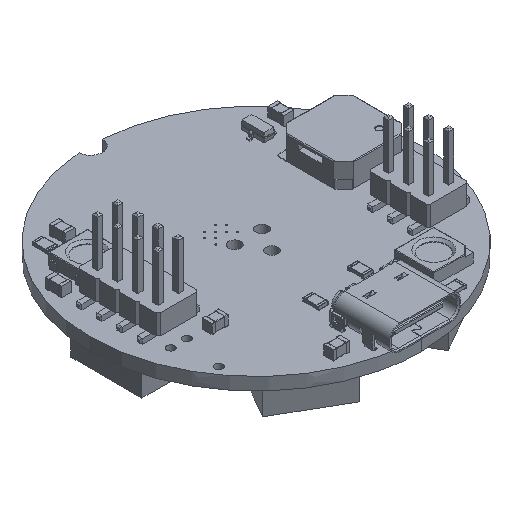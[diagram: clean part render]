
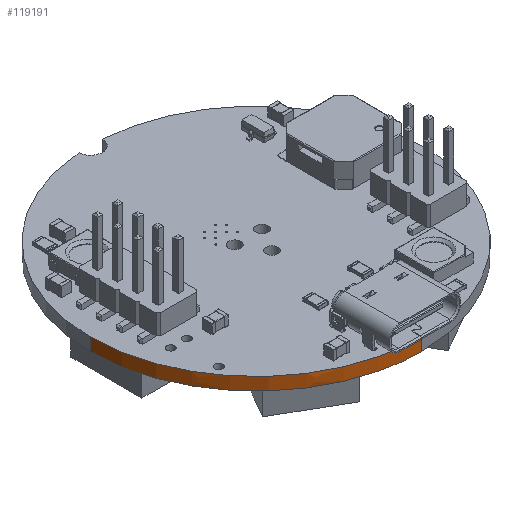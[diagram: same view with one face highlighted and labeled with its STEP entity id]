
A CAD part, isometric view. The second image highlights one B-rep face of the part: STEP entity #119191.
In plain terms, the highlighted face is a extrusion surface.
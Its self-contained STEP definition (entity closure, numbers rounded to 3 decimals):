
#116944 = PLANE('',#116945);
#116945 = AXIS2_PLACEMENT_3D('',#116946,#116947,#116948);
#116946 = CARTESIAN_POINT('',(50.,-49.724,1.6));
#116947 = DIRECTION('',(0.,0.,1.));
#116948 = DIRECTION('',(1.,0.,-0.));
#116973 = SURFACE_OF_LINEAR_EXTRUSION('',#116974,#116979);
#116974 = B_SPLINE_CURVE_WITH_KNOTS('',3,(#116975,#116976,#116977,
    #116978),.UNSPECIFIED.,.F.,.F.,(4,4),(0.,1.),
  .PIECEWISE_BEZIER_KNOTS.);
#116975 = CARTESIAN_POINT('',(48.506,-29.029,0.));
#116976 = CARTESIAN_POINT('',(37.606,-29.796,0.));
#116977 = CARTESIAN_POINT('',(29.,-38.876,0.));
#116978 = CARTESIAN_POINT('',(29.,-49.971,0.));
#116979 = VECTOR('',#116980,1.);
#116980 = DIRECTION('',(-0.,-0.,-1.));
#117003 = PLANE('',#117004);
#117004 = AXIS2_PLACEMENT_3D('',#117005,#117006,#117007);
#117005 = CARTESIAN_POINT('',(50.,-49.724,0.));
#117006 = DIRECTION('',(0.,0.,1.));
#117007 = DIRECTION('',(1.,0.,-0.));
#117104 = VERTEX_POINT('',#117105);
#117105 = CARTESIAN_POINT('',(29.,-49.971,1.6));
#117128 = EDGE_CURVE('',#117129,#117104,#117131,.T.);
#117129 = VERTEX_POINT('',#117130);
#117130 = CARTESIAN_POINT('',(29.,-49.971,0.));
#117131 = SURFACE_CURVE('',#117132,(#117136,#117143),.PCURVE_S1.);
#117132 = LINE('',#117133,#117134);
#117133 = CARTESIAN_POINT('',(29.,-49.971,0.));
#117134 = VECTOR('',#117135,1.);
#117135 = DIRECTION('',(0.,0.,1.));
#117136 = PCURVE('',#116973,#117137);
#117137 = DEFINITIONAL_REPRESENTATION('',(#117138),#117142);
#117138 = LINE('',#117139,#117140);
#117139 = CARTESIAN_POINT('',(1.,0.));
#117140 = VECTOR('',#117141,1.);
#117141 = DIRECTION('',(0.,-1.));
#117142 = ( GEOMETRIC_REPRESENTATION_CONTEXT(2) 
PARAMETRIC_REPRESENTATION_CONTEXT() REPRESENTATION_CONTEXT('2D SPACE',''
  ) );
#117143 = PCURVE('',#117144,#117152);
#117144 = SURFACE_OF_LINEAR_EXTRUSION('',#117145,#117150);
#117145 = B_SPLINE_CURVE_WITH_KNOTS('',3,(#117146,#117147,#117148,
    #117149),.UNSPECIFIED.,.F.,.F.,(4,4),(0.,1.),
  .PIECEWISE_BEZIER_KNOTS.);
#117146 = CARTESIAN_POINT('',(29.,-49.971,0.));
#117147 = CARTESIAN_POINT('',(29.,-61.569,0.));
#117148 = CARTESIAN_POINT('',(38.402,-70.971,0.));
#117149 = CARTESIAN_POINT('',(50.,-70.971,0.));
#117150 = VECTOR('',#117151,1.);
#117151 = DIRECTION('',(-0.,-0.,-1.));
#117152 = DEFINITIONAL_REPRESENTATION('',(#117153),#117157);
#117153 = LINE('',#117154,#117155);
#117154 = CARTESIAN_POINT('',(0.,0.));
#117155 = VECTOR('',#117156,1.);
#117156 = DIRECTION('',(0.,-1.));
#117157 = ( GEOMETRIC_REPRESENTATION_CONTEXT(2) 
PARAMETRIC_REPRESENTATION_CONTEXT() REPRESENTATION_CONTEXT('2D SPACE',''
  ) );
#117187 = EDGE_CURVE('',#117129,#117188,#117190,.T.);
#117188 = VERTEX_POINT('',#117189);
#117189 = CARTESIAN_POINT('',(50.,-70.971,0.));
#117190 = SURFACE_CURVE('',#117191,(#117196,#117204),.PCURVE_S1.);
#117191 = B_SPLINE_CURVE_WITH_KNOTS('',3,(#117192,#117193,#117194,
    #117195),.UNSPECIFIED.,.F.,.F.,(4,4),(0.,1.),
  .PIECEWISE_BEZIER_KNOTS.);
#117192 = CARTESIAN_POINT('',(29.,-49.971,0.));
#117193 = CARTESIAN_POINT('',(29.,-61.569,0.));
#117194 = CARTESIAN_POINT('',(38.402,-70.971,0.));
#117195 = CARTESIAN_POINT('',(50.,-70.971,0.));
#117196 = PCURVE('',#117003,#117197);
#117197 = DEFINITIONAL_REPRESENTATION('',(#117198),#117203);
#117198 = B_SPLINE_CURVE_WITH_KNOTS('',3,(#117199,#117200,#117201,
    #117202),.UNSPECIFIED.,.F.,.F.,(4,4),(0.,1.),
  .PIECEWISE_BEZIER_KNOTS.);
#117199 = CARTESIAN_POINT('',(-21.,-0.246));
#117200 = CARTESIAN_POINT('',(-21.,-11.844));
#117201 = CARTESIAN_POINT('',(-11.598,-21.246));
#117202 = CARTESIAN_POINT('',(0.,-21.246));
#117203 = ( GEOMETRIC_REPRESENTATION_CONTEXT(2) 
PARAMETRIC_REPRESENTATION_CONTEXT() REPRESENTATION_CONTEXT('2D SPACE',''
  ) );
#117204 = PCURVE('',#117144,#117205);
#117205 = DEFINITIONAL_REPRESENTATION('',(#117206),#117210);
#117206 = LINE('',#117207,#117208);
#117207 = CARTESIAN_POINT('',(0.,0.));
#117208 = VECTOR('',#117209,1.);
#117209 = DIRECTION('',(1.,0.));
#117210 = ( GEOMETRIC_REPRESENTATION_CONTEXT(2) 
PARAMETRIC_REPRESENTATION_CONTEXT() REPRESENTATION_CONTEXT('2D SPACE',''
  ) );
#117230 = SURFACE_OF_LINEAR_EXTRUSION('',#117231,#117236);
#117231 = B_SPLINE_CURVE_WITH_KNOTS('',3,(#117232,#117233,#117234,
    #117235),.UNSPECIFIED.,.F.,.F.,(4,4),(0.,1.),
  .PIECEWISE_BEZIER_KNOTS.);
#117232 = CARTESIAN_POINT('',(50.,-70.971,0.));
#117233 = CARTESIAN_POINT('',(61.598,-70.971,0.));
#117234 = CARTESIAN_POINT('',(71.,-61.569,0.));
#117235 = CARTESIAN_POINT('',(71.,-49.971,0.));
#117236 = VECTOR('',#117237,1.);
#117237 = DIRECTION('',(-0.,-0.,-1.));
#118265 = EDGE_CURVE('',#117104,#118266,#118268,.T.);
#118266 = VERTEX_POINT('',#118267);
#118267 = CARTESIAN_POINT('',(50.,-70.971,1.6));
#118268 = SURFACE_CURVE('',#118269,(#118274,#118282),.PCURVE_S1.);
#118269 = B_SPLINE_CURVE_WITH_KNOTS('',3,(#118270,#118271,#118272,
    #118273),.UNSPECIFIED.,.F.,.F.,(4,4),(0.,1.),
  .PIECEWISE_BEZIER_KNOTS.);
#118270 = CARTESIAN_POINT('',(29.,-49.971,1.6));
#118271 = CARTESIAN_POINT('',(29.,-61.569,1.6));
#118272 = CARTESIAN_POINT('',(38.402,-70.971,1.6));
#118273 = CARTESIAN_POINT('',(50.,-70.971,1.6));
#118274 = PCURVE('',#116944,#118275);
#118275 = DEFINITIONAL_REPRESENTATION('',(#118276),#118281);
#118276 = B_SPLINE_CURVE_WITH_KNOTS('',3,(#118277,#118278,#118279,
    #118280),.UNSPECIFIED.,.F.,.F.,(4,4),(0.,1.),
  .PIECEWISE_BEZIER_KNOTS.);
#118277 = CARTESIAN_POINT('',(-21.,-0.246));
#118278 = CARTESIAN_POINT('',(-21.,-11.844));
#118279 = CARTESIAN_POINT('',(-11.598,-21.246));
#118280 = CARTESIAN_POINT('',(0.,-21.246));
#118281 = ( GEOMETRIC_REPRESENTATION_CONTEXT(2) 
PARAMETRIC_REPRESENTATION_CONTEXT() REPRESENTATION_CONTEXT('2D SPACE',''
  ) );
#118282 = PCURVE('',#117144,#118283);
#118283 = DEFINITIONAL_REPRESENTATION('',(#118284),#118288);
#118284 = LINE('',#118285,#118286);
#118285 = CARTESIAN_POINT('',(0.,-1.6));
#118286 = VECTOR('',#118287,1.);
#118287 = DIRECTION('',(1.,0.));
#118288 = ( GEOMETRIC_REPRESENTATION_CONTEXT(2) 
PARAMETRIC_REPRESENTATION_CONTEXT() REPRESENTATION_CONTEXT('2D SPACE',''
  ) );
#119191 = ADVANCED_FACE('',(#119192),#117144,.F.);
#119192 = FACE_BOUND('',#119193,.F.);
#119193 = EDGE_LOOP('',(#119194,#119195,#119196,#119217));
#119194 = ORIENTED_EDGE('',*,*,#117128,.T.);
#119195 = ORIENTED_EDGE('',*,*,#118265,.T.);
#119196 = ORIENTED_EDGE('',*,*,#119197,.F.);
#119197 = EDGE_CURVE('',#117188,#118266,#119198,.T.);
#119198 = SURFACE_CURVE('',#119199,(#119203,#119210),.PCURVE_S1.);
#119199 = LINE('',#119200,#119201);
#119200 = CARTESIAN_POINT('',(50.,-70.971,0.));
#119201 = VECTOR('',#119202,1.);
#119202 = DIRECTION('',(0.,0.,1.));
#119203 = PCURVE('',#117144,#119204);
#119204 = DEFINITIONAL_REPRESENTATION('',(#119205),#119209);
#119205 = LINE('',#119206,#119207);
#119206 = CARTESIAN_POINT('',(1.,0.));
#119207 = VECTOR('',#119208,1.);
#119208 = DIRECTION('',(0.,-1.));
#119209 = ( GEOMETRIC_REPRESENTATION_CONTEXT(2) 
PARAMETRIC_REPRESENTATION_CONTEXT() REPRESENTATION_CONTEXT('2D SPACE',''
  ) );
#119210 = PCURVE('',#117230,#119211);
#119211 = DEFINITIONAL_REPRESENTATION('',(#119212),#119216);
#119212 = LINE('',#119213,#119214);
#119213 = CARTESIAN_POINT('',(0.,0.));
#119214 = VECTOR('',#119215,1.);
#119215 = DIRECTION('',(0.,-1.));
#119216 = ( GEOMETRIC_REPRESENTATION_CONTEXT(2) 
PARAMETRIC_REPRESENTATION_CONTEXT() REPRESENTATION_CONTEXT('2D SPACE',''
  ) );
#119217 = ORIENTED_EDGE('',*,*,#117187,.F.);
